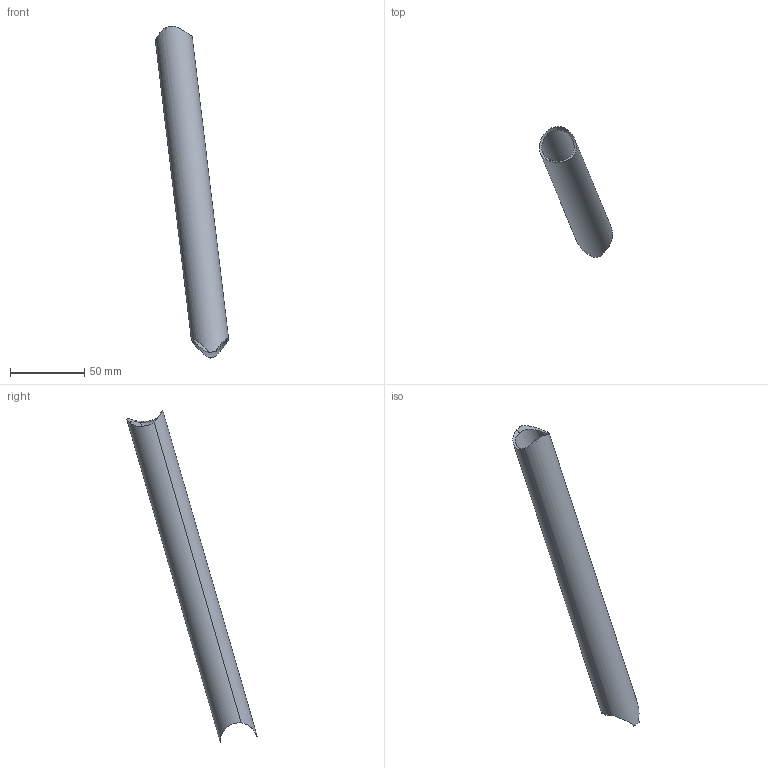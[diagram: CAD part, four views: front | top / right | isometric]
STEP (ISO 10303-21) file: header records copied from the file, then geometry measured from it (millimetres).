
FILE_DESCRIPTION(('CATIA V5 STEP Exchange'),'2;1');
FILE_NAME('55.stp','2021-12-07T14:03:09+00:00',('none'),('none'),'CATIA Version 5 Release 19 SP 2 (IN-10)','CATIA V5 STEP AP203','none');
FILE_SCHEMA(('CONFIG_CONTROL_DESIGN'));
Length unit declared in the file: millimetre
Products named in the file (1): Shape_059
Bounding box: 49.32 x 87.7 x 223.94 mm (x, y, z)
Volume: 24125.3 mm3; surface area: 32542.9 mm2
Topology: 1 solids, 1 shells, 12 faces, 33 edges, 22 vertices
Faces by surface type: cylinder 8, plane 4
Entity records: 664 total; most frequent: CARTESIAN_POINT 363, ORIENTED_EDGE 66, EDGE_CURVE 33, DIRECTION 30, B_SPLINE_CURVE_WITH_KNOTS 23, VERTEX_POINT 22, AXIS2_PLACEMENT_3D 15, EDGE_LOOP 13
